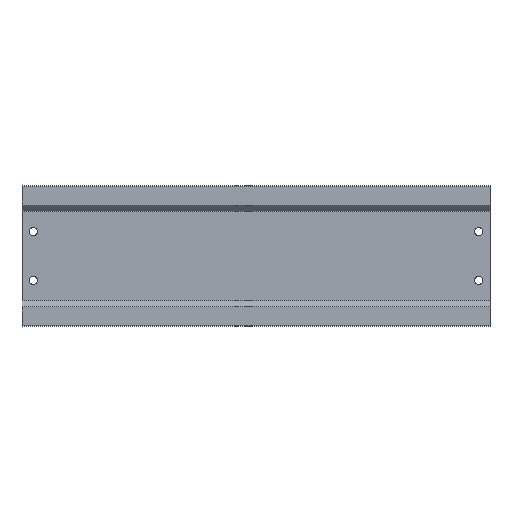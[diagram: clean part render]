
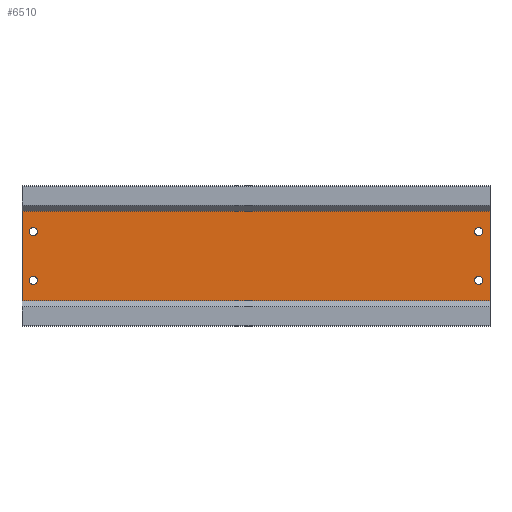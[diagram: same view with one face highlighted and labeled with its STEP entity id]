
A CAD part, front view. The second image highlights one B-rep face of the part: STEP entity #6510.
In plain terms, the highlighted planar face has unit normal (0, -1, 0).
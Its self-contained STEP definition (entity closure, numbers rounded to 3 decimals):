
#5 = ORIENTED_EDGE ( 'NONE', *, *, #852, .T. ) ;
#19 = DIRECTION ( 'NONE',  ( 0., 0., 1. ) ) ;
#45 = VECTOR ( 'NONE', #7499, 1000. ) ;
#123 = DIRECTION ( 'NONE',  ( 0., 0., 1. ) ) ;
#126 = CARTESIAN_POINT ( 'NONE',  ( 119., -12., 13. ) ) ;
#136 = ORIENTED_EDGE ( 'NONE', *, *, #842, .T. ) ;
#205 = LINE ( 'NONE', #7523, #3501 ) ;
#273 = ORIENTED_EDGE ( 'NONE', *, *, #4529, .T. ) ;
#288 = CIRCLE ( 'NONE', #1347, 2.25 ) ;
#335 = EDGE_CURVE ( 'NONE', #1748, #6568, #7223, .T. ) ;
#384 = EDGE_CURVE ( 'NONE', #4818, #574, #5332, .T. ) ;
#387 = CARTESIAN_POINT ( 'NONE',  ( 119., -12., 15.25 ) ) ;
#574 = VERTEX_POINT ( 'NONE', #2589 ) ;
#598 = DIRECTION ( 'NONE',  ( 0., 0., 1. ) ) ;
#619 = EDGE_LOOP ( 'NONE', ( #4748, #136 ) ) ;
#641 = CARTESIAN_POINT ( 'NONE',  ( -119., -12., -13. ) ) ;
#712 = VERTEX_POINT ( 'NONE', #3331 ) ;
#729 = DIRECTION ( 'NONE',  ( 0., 0., 1. ) ) ;
#741 = VERTEX_POINT ( 'NONE', #5667 ) ;
#797 = VERTEX_POINT ( 'NONE', #5111 ) ;
#842 = EDGE_CURVE ( 'NONE', #574, #4818, #6872, .T. ) ;
#852 = EDGE_CURVE ( 'NONE', #6552, #5864, #2106, .T. ) ;
#896 = EDGE_LOOP ( 'NONE', ( #1739, #3117 ) ) ;
#936 = EDGE_CURVE ( 'NONE', #5172, #3766, #4628, .T. ) ;
#987 = CARTESIAN_POINT ( 'NONE',  ( -119., -12., -13. ) ) ;
#1053 = FACE_BOUND ( 'NONE', #619, .T. ) ;
#1102 = LINE ( 'NONE', #2952, #5540 ) ;
#1238 = DIRECTION ( 'NONE',  ( 0., 0., 1. ) ) ;
#1347 = AXIS2_PLACEMENT_3D ( 'NONE', #126, #4226, #729 ) ;
#1467 = AXIS2_PLACEMENT_3D ( 'NONE', #2949, #6972, #3532 ) ;
#1582 = DIRECTION ( 'NONE',  ( 0., 0., 1. ) ) ;
#1701 = ORIENTED_EDGE ( 'NONE', *, *, #3705, .F. ) ;
#1739 = ORIENTED_EDGE ( 'NONE', *, *, #6312, .T. ) ;
#1748 = VERTEX_POINT ( 'NONE', #6907 ) ;
#1794 = DIRECTION ( 'NONE',  ( 1., 0., 0. ) ) ;
#1843 = CARTESIAN_POINT ( 'NONE',  ( -119., -12., 15.25 ) ) ;
#1850 = ORIENTED_EDGE ( 'NONE', *, *, #936, .T. ) ;
#2089 = CARTESIAN_POINT ( 'NONE',  ( 119., -12., -10.75 ) ) ;
#2106 = CIRCLE ( 'NONE', #6165, 2.25 ) ;
#2163 = CIRCLE ( 'NONE', #5666, 2.25 ) ;
#2279 = DIRECTION ( 'NONE',  ( 0., 1., 0. ) ) ;
#2365 = EDGE_CURVE ( 'NONE', #5121, #1748, #1102, .T. ) ;
#2458 = CARTESIAN_POINT ( 'NONE',  ( 119., -12., 10.75 ) ) ;
#2518 = EDGE_LOOP ( 'NONE', ( #7402, #1850 ) ) ;
#2536 = ORIENTED_EDGE ( 'NONE', *, *, #2365, .T. ) ;
#2589 = CARTESIAN_POINT ( 'NONE',  ( 119., -12., -15.25 ) ) ;
#2819 = ORIENTED_EDGE ( 'NONE', *, *, #3717, .T. ) ;
#2938 = DIRECTION ( 'NONE',  ( 0., 1., 0. ) ) ;
#2949 = CARTESIAN_POINT ( 'NONE',  ( 119., -12., -13. ) ) ;
#2952 = CARTESIAN_POINT ( 'NONE',  ( 125., -12., 24. ) ) ;
#3020 = DIRECTION ( 'NONE',  ( 0., 1., 0. ) ) ;
#3027 = EDGE_CURVE ( 'NONE', #3766, #5172, #5352, .T. ) ;
#3086 = EDGE_LOOP ( 'NONE', ( #2536, #3301, #1701, #2819 ) ) ;
#3117 = ORIENTED_EDGE ( 'NONE', *, *, #7072, .T. ) ;
#3139 = VECTOR ( 'NONE', #1794, 1000. ) ;
#3301 = ORIENTED_EDGE ( 'NONE', *, *, #335, .T. ) ;
#3331 = CARTESIAN_POINT ( 'NONE',  ( -119., -12., -15.25 ) ) ;
#3446 = CARTESIAN_POINT ( 'NONE',  ( 119., -12., 13. ) ) ;
#3501 = VECTOR ( 'NONE', #598, 1000. ) ;
#3532 = DIRECTION ( 'NONE',  ( 0., 0., 1. ) ) ;
#3636 = DIRECTION ( 'NONE',  ( 0., 1., 0. ) ) ;
#3659 = CARTESIAN_POINT ( 'NONE',  ( -125., -12., 23.793 ) ) ;
#3705 = EDGE_CURVE ( 'NONE', #741, #6568, #205, .T. ) ;
#3717 = EDGE_CURVE ( 'NONE', #741, #5121, #4853, .T. ) ;
#3766 = VERTEX_POINT ( 'NONE', #1843 ) ;
#3967 = CIRCLE ( 'NONE', #7304, 2.25 ) ;
#4037 = DIRECTION ( 'NONE',  ( 0., 0., 1. ) ) ;
#4101 = CARTESIAN_POINT ( 'NONE',  ( -119., -12., 10.75 ) ) ;
#4148 = FACE_BOUND ( 'NONE', #2518, .T. ) ;
#4226 = DIRECTION ( 'NONE',  ( 0., 1., 0. ) ) ;
#4327 = FACE_BOUND ( 'NONE', #896, .T. ) ;
#4520 = EDGE_LOOP ( 'NONE', ( #273, #5 ) ) ;
#4529 = EDGE_CURVE ( 'NONE', #5864, #6552, #288, .T. ) ;
#4628 = CIRCLE ( 'NONE', #7313, 2.25 ) ;
#4672 = CARTESIAN_POINT ( 'NONE',  ( 125., -12., -23.793 ) ) ;
#4704 = DIRECTION ( 'NONE',  ( 0., 1., 0. ) ) ;
#4748 = ORIENTED_EDGE ( 'NONE', *, *, #384, .T. ) ;
#4751 = AXIS2_PLACEMENT_3D ( 'NONE', #6476, #3020, #7046 ) ;
#4818 = VERTEX_POINT ( 'NONE', #2089 ) ;
#4853 = LINE ( 'NONE', #4672, #3139 ) ;
#5018 = AXIS2_PLACEMENT_3D ( 'NONE', #7083, #3636, #123 ) ;
#5044 = DIRECTION ( 'NONE',  ( 0., 1., 0. ) ) ;
#5111 = CARTESIAN_POINT ( 'NONE',  ( -119., -12., -10.75 ) ) ;
#5121 = VERTEX_POINT ( 'NONE', #6364 ) ;
#5172 = VERTEX_POINT ( 'NONE', #4101 ) ;
#5332 = CIRCLE ( 'NONE', #1467, 2.25 ) ;
#5352 = CIRCLE ( 'NONE', #5018, 2.25 ) ;
#5495 = FACE_OUTER_BOUND ( 'NONE', #3086, .T. ) ;
#5540 = VECTOR ( 'NONE', #19, 1000. ) ;
#5666 = AXIS2_PLACEMENT_3D ( 'NONE', #987, #5044, #1582 ) ;
#5667 = CARTESIAN_POINT ( 'NONE',  ( -125., -12., -23.793 ) ) ;
#5740 = CARTESIAN_POINT ( 'NONE',  ( 119., -12., -13. ) ) ;
#5864 = VERTEX_POINT ( 'NONE', #387 ) ;
#6165 = AXIS2_PLACEMENT_3D ( 'NONE', #3446, #7470, #4037 ) ;
#6312 = EDGE_CURVE ( 'NONE', #797, #712, #2163, .T. ) ;
#6319 = DIRECTION ( 'NONE',  ( 0., 0., 1. ) ) ;
#6364 = CARTESIAN_POINT ( 'NONE',  ( 125., -12., -23.793 ) ) ;
#6392 = CARTESIAN_POINT ( 'NONE',  ( -119., -12., 13. ) ) ;
#6476 = CARTESIAN_POINT ( 'NONE',  ( -125., -12., 24. ) ) ;
#6510 = ADVANCED_FACE ( 'NONE', ( #4327, #4148, #1053, #7018, #5495 ), #6941, .F. ) ;
#6551 = AXIS2_PLACEMENT_3D ( 'NONE', #5740, #2279, #6319 ) ;
#6552 = VERTEX_POINT ( 'NONE', #2458 ) ;
#6568 = VERTEX_POINT ( 'NONE', #3659 ) ;
#6872 = CIRCLE ( 'NONE', #6551, 2.25 ) ;
#6907 = CARTESIAN_POINT ( 'NONE',  ( 125., -12., 23.793 ) ) ;
#6927 = CARTESIAN_POINT ( 'NONE',  ( -125., -12., 23.793 ) ) ;
#6941 = PLANE ( 'NONE',  #4751 ) ;
#6962 = DIRECTION ( 'NONE',  ( 0., 0., 1. ) ) ;
#6972 = DIRECTION ( 'NONE',  ( 0., 1., 0. ) ) ;
#7018 = FACE_BOUND ( 'NONE', #4520, .T. ) ;
#7046 = DIRECTION ( 'NONE',  ( 0., 0., 1. ) ) ;
#7072 = EDGE_CURVE ( 'NONE', #712, #797, #3967, .T. ) ;
#7083 = CARTESIAN_POINT ( 'NONE',  ( -119., -12., 13. ) ) ;
#7223 = LINE ( 'NONE', #6927, #45 ) ;
#7304 = AXIS2_PLACEMENT_3D ( 'NONE', #641, #4704, #1238 ) ;
#7313 = AXIS2_PLACEMENT_3D ( 'NONE', #6392, #2938, #6962 ) ;
#7402 = ORIENTED_EDGE ( 'NONE', *, *, #3027, .T. ) ;
#7470 = DIRECTION ( 'NONE',  ( 0., 1., 0. ) ) ;
#7499 = DIRECTION ( 'NONE',  ( -1., 0., 0. ) ) ;
#7523 = CARTESIAN_POINT ( 'NONE',  ( -125., -12., 24. ) ) ;
